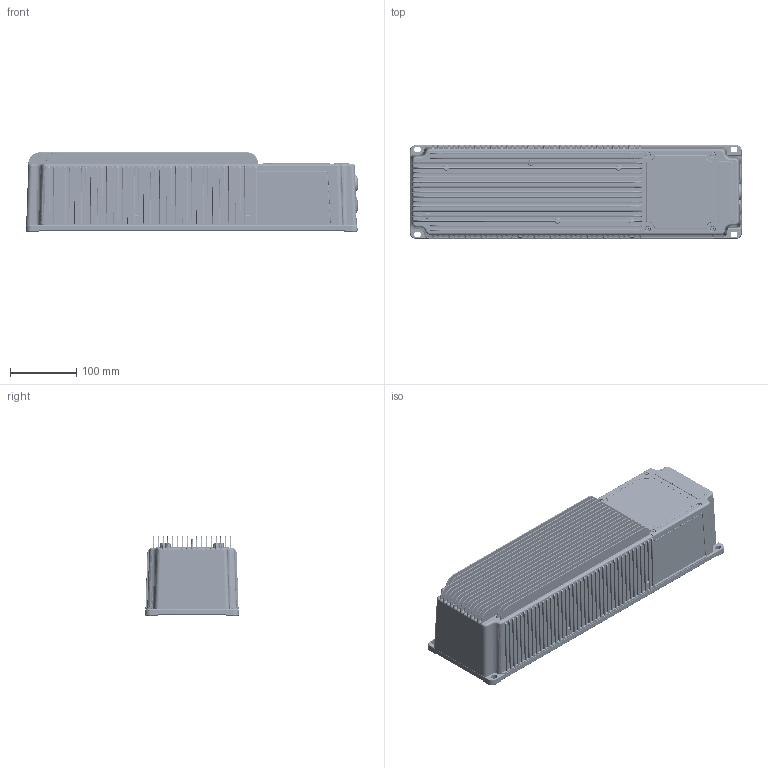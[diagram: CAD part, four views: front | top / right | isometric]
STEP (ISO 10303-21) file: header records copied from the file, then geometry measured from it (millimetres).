
FILE_DESCRIPTION (( 'STEP AP203' ), '1' );
FILE_NAME ('A8130_3D(俋褲)_08堎17.STEP', '2021-08-17T01:35:07', ( 'pc' ), ( '' ), 'SwSTEP 2.0', 'SolidWorks 2012', '' );
FILE_SCHEMA (( 'CONFIG_CONTROL_DESIGN' ));
Products named in the file (14): A8130_3D(俋褲)_08堎17; A8041霧齪; 螺钉防掉胶圈; M3x7郪磁蹟隊; A8130上端盖密封圈; 囀鞠褒M4x12; 囀鞠褒M4x16; 1謂_M25x1.5; 2謂_M20x1.5; A8130下底盖密封圈; 網柲ん; A8130狟菁裔; A8130奻傷裔; A8130湮俋褲
Assembly tree (28 placements, depth 2):
  A8130_3D(俋褲)_08堎17
    A8130湮俋褲
    A8130奻傷裔
    A8130狟菁裔
    網柲ん  x2
    A8130下底盖密封圈
    2謂_M20x1.5
    1謂_M25x1.5  x2
    囀鞠褒M4x16  x4
    囀鞠褒M4x12  x8
    A8130上端盖密封圈
    M3x7郪磁蹟隊
    螺钉防掉胶圈  x4
    A8041霧齪
Bounding box: 500.59 x 141 x 120 mm (x, y, z)
Volume: 1178999.3 mm3; surface area: 925028.2 mm2
Topology: 47 solids, 49 shells, 6157 faces, 15801 edges, 9667 vertices
Faces by surface type: cylinder 2384, plane 2070, torus 727, bspline 585, cone 270, sphere 121
Entity records: 190486 total; most frequent: CARTESIAN_POINT 72893, ORIENTED_EDGE 25718, DIRECTION 23100, EDGE_CURVE 12859, AXIS2_PLACEMENT_3D 8620, VERTEX_POINT 7951, VECTOR 5860, LINE 5860
